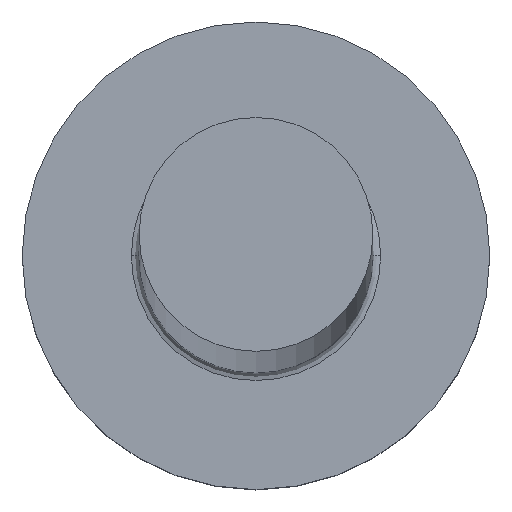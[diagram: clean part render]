
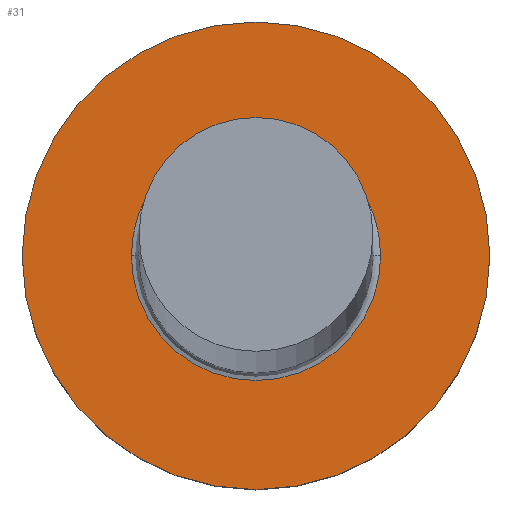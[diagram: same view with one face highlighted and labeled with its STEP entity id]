
A CAD part, top view. The second image highlights one B-rep face of the part: STEP entity #31.
In plain terms, the highlighted planar face has unit normal (0, 0, 1).
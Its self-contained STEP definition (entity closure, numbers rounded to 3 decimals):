
#17 = ORIENTED_EDGE ( 'NONE', *, *, #209, .T. ) ;
#20 = CARTESIAN_POINT ( 'NONE',  ( 0., 0., 5. ) ) ;
#31 = ADVANCED_FACE ( 'NONE', ( #150, #168 ), #51, .T. ) ;
#48 = DIRECTION ( 'NONE',  ( 1., 0., 0. ) ) ;
#51 = PLANE ( 'NONE',  #124 ) ;
#52 = DIRECTION ( 'NONE',  ( 1., 0., 0. ) ) ;
#57 = AXIS2_PLACEMENT_3D ( 'NONE', #196, #284, #197 ) ;
#64 = CIRCLE ( 'NONE', #241, 3.2 ) ;
#65 = ORIENTED_EDGE ( 'NONE', *, *, #174, .T. ) ;
#74 = DIRECTION ( 'NONE',  ( 1., 0., 0. ) ) ;
#89 = VERTEX_POINT ( 'NONE', #172 ) ;
#92 = CARTESIAN_POINT ( 'NONE',  ( 3.2, 0., 5. ) ) ;
#96 = DIRECTION ( 'NONE',  ( 0., 0., 1. ) ) ;
#115 = VERTEX_POINT ( 'NONE', #92 ) ;
#120 = DIRECTION ( 'NONE',  ( 1., 0., 0. ) ) ;
#122 = CARTESIAN_POINT ( 'NONE',  ( 0., 0., 5. ) ) ;
#124 = AXIS2_PLACEMENT_3D ( 'NONE', #20, #96, #52 ) ;
#126 = AXIS2_PLACEMENT_3D ( 'NONE', #307, #230, #74 ) ;
#133 = EDGE_CURVE ( 'NONE', #208, #89, #200, .T. ) ;
#140 = EDGE_LOOP ( 'NONE', ( #165, #265 ) ) ;
#150 = FACE_BOUND ( 'NONE', #184, .T. ) ;
#152 = CARTESIAN_POINT ( 'NONE',  ( -3.2, 0., 5. ) ) ;
#165 = ORIENTED_EDGE ( 'NONE', *, *, #133, .T. ) ;
#168 = FACE_OUTER_BOUND ( 'NONE', #140, .T. ) ;
#170 = AXIS2_PLACEMENT_3D ( 'NONE', #188, #191, #120 ) ;
#172 = CARTESIAN_POINT ( 'NONE',  ( 6., 0., 5. ) ) ;
#174 = EDGE_CURVE ( 'NONE', #227, #115, #212, .T. ) ;
#184 = EDGE_LOOP ( 'NONE', ( #17, #65 ) ) ;
#188 = CARTESIAN_POINT ( 'NONE',  ( 0., 0., 5. ) ) ;
#191 = DIRECTION ( 'NONE',  ( 0., 0., 1. ) ) ;
#194 = CIRCLE ( 'NONE', #57, 6. ) ;
#196 = CARTESIAN_POINT ( 'NONE',  ( 0., 0., 5. ) ) ;
#197 = DIRECTION ( 'NONE',  ( 1., 0., 0. ) ) ;
#200 = CIRCLE ( 'NONE', #170, 6. ) ;
#208 = VERTEX_POINT ( 'NONE', #257 ) ;
#209 = EDGE_CURVE ( 'NONE', #115, #227, #64, .T. ) ;
#212 = CIRCLE ( 'NONE', #126, 3.2 ) ;
#214 = DIRECTION ( 'NONE',  ( 0., 0., -1. ) ) ;
#227 = VERTEX_POINT ( 'NONE', #152 ) ;
#230 = DIRECTION ( 'NONE',  ( 0., 0., -1. ) ) ;
#236 = EDGE_CURVE ( 'NONE', #89, #208, #194, .T. ) ;
#241 = AXIS2_PLACEMENT_3D ( 'NONE', #122, #214, #48 ) ;
#257 = CARTESIAN_POINT ( 'NONE',  ( -6., 0., 5. ) ) ;
#265 = ORIENTED_EDGE ( 'NONE', *, *, #236, .T. ) ;
#284 = DIRECTION ( 'NONE',  ( 0., 0., 1. ) ) ;
#307 = CARTESIAN_POINT ( 'NONE',  ( 0., 0., 5. ) ) ;
